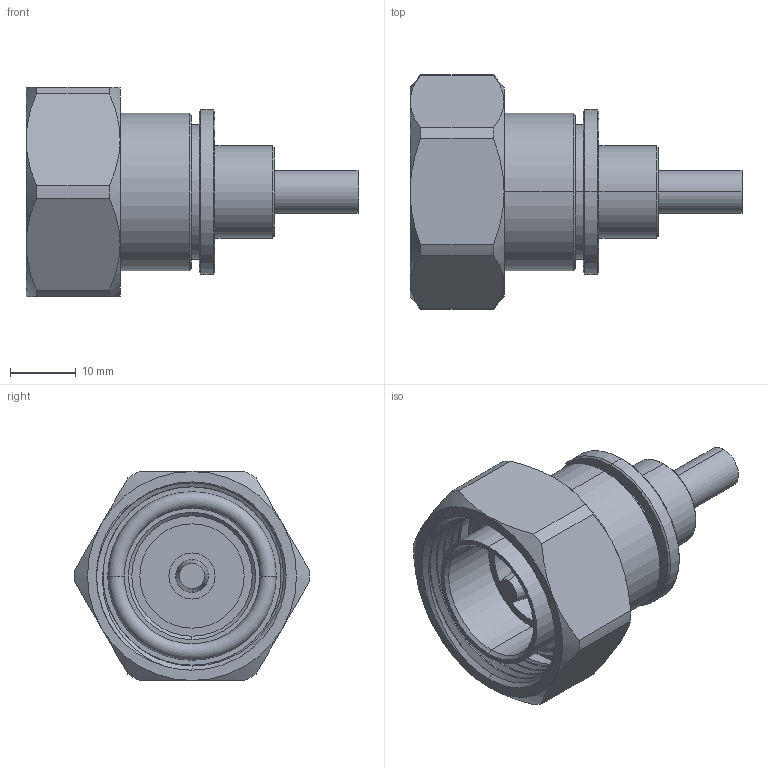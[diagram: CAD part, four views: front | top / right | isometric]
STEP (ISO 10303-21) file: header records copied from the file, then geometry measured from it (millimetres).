
FILE_DESCRIPTION (( 'STEP AP203' ), '1' );
FILE_NAME ('FMCN1830_3D.STEP', '2022-02-11T23:17:46', ( '' ), ( '' ), 'SwSTEP 2.0', 'SolidWorks 2021', '' );
FILE_SCHEMA (( 'CONFIG_CONTROL_DESIGN' ));
Length unit declared in the file: inch
Products named in the file (1): FMCN1830_3D
Bounding box: 50.43 x 35.58 x 31.75 mm (x, y, z)
Volume: 14552.3 mm3; surface area: 9273.8 mm2
Topology: 1 solids, 2 shells, 114 faces, 256 edges, 162 vertices
Faces by surface type: cylinder 50, cone 31, plane 26, torus 4, bspline 3
Entity records: 4405 total; most frequent: CARTESIAN_POINT 1812, DIRECTION 546, ORIENTED_EDGE 512, EDGE_CURVE 256, AXIS2_PLACEMENT_3D 237, VERTEX_POINT 162, EDGE_LOOP 132, CIRCLE 125
